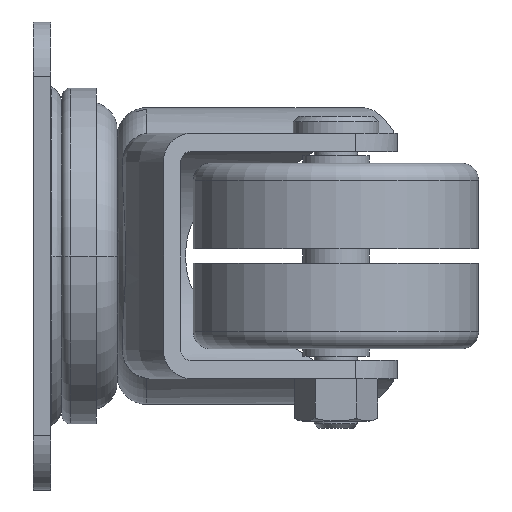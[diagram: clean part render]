
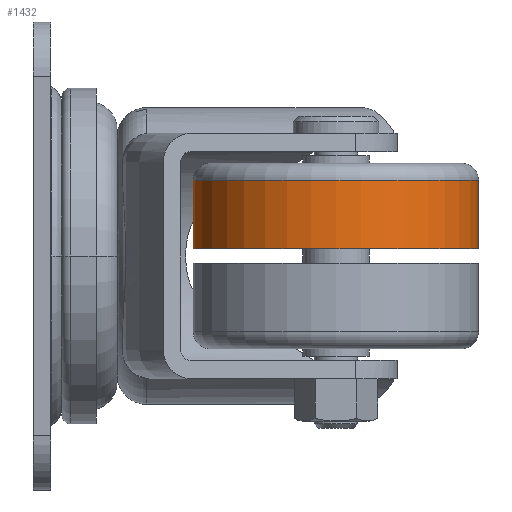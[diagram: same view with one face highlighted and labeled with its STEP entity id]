
A CAD part, left-side view. The second image highlights one B-rep face of the part: STEP entity #1432.
In plain terms, the highlighted cylindrical face has radius 25 mm (diameter 50 mm), a partial arc.
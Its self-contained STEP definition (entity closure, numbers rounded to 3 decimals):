
#3 = EDGE_CURVE ( 'NONE', #2721, #2703, #2812, .T. ) ;
#18 = EDGE_CURVE ( 'NONE', #2696, #2694, #3062, .T. ) ;
#128 = EDGE_CURVE ( 'NONE', #2703, #2694, #3568, .T. ) ;
#132 = EDGE_CURVE ( 'NONE', #2721, #2696, #3580, .T. ) ;
#269 = CARTESIAN_POINT ( 'NONE',  ( -18., -53.2, 1.25 ) ) ;
#270 = DIRECTION ( 'NONE',  ( 0., 0., 1. ) ) ;
#271 = DIRECTION ( 'NONE',  ( 0., -1., 0. ) ) ;
#311 = CARTESIAN_POINT ( 'NONE',  ( -18., -53.2, 13.25 ) ) ;
#315 = DIRECTION ( 'NONE',  ( 0., 0., 1. ) ) ;
#316 = DIRECTION ( 'NONE',  ( 0., -1., 0. ) ) ;
#1432 = ADVANCED_FACE ( 'NONE', ( #3027 ), #2958, .T. ) ;
#1820 = CARTESIAN_POINT ( 'NONE',  ( -18., -78.2, 13.25 ) ) ;
#1822 = CARTESIAN_POINT ( 'NONE',  ( -18., -28.2, 13.25 ) ) ;
#1829 = CARTESIAN_POINT ( 'NONE',  ( -18., -78.2, 1.25 ) ) ;
#1847 = CARTESIAN_POINT ( 'NONE',  ( -18., -28.2, 1.25 ) ) ;
#2347 = ORIENTED_EDGE ( 'NONE', *, *, #128, .T. ) ;
#2349 = ORIENTED_EDGE ( 'NONE', *, *, #132, .F. ) ;
#2350 = ORIENTED_EDGE ( 'NONE', *, *, #3, .T. ) ;
#2352 = ORIENTED_EDGE ( 'NONE', *, *, #18, .F. ) ;
#2694 = VERTEX_POINT ( 'NONE', #1820 ) ;
#2696 = VERTEX_POINT ( 'NONE', #1822 ) ;
#2703 = VERTEX_POINT ( 'NONE', #1829 ) ;
#2721 = VERTEX_POINT ( 'NONE', #1847 ) ;
#2812 = CIRCLE ( 'NONE', #4175, 25. ) ;
#2929 = AXIS2_PLACEMENT_3D ( 'NONE', #3713, #3714, #3715 ) ;
#2958 = CYLINDRICAL_SURFACE ( 'NONE', #2929, 25. ) ;
#3004 = VECTOR ( 'NONE', #3570, 1000. ) ;
#3014 = VECTOR ( 'NONE', #3582, 1000. ) ;
#3027 = FACE_OUTER_BOUND ( 'NONE', #4263, .T. ) ;
#3062 = CIRCLE ( 'NONE', #4127, 25. ) ;
#3568 = LINE ( 'NONE', #3569, #3004 ) ;
#3569 = CARTESIAN_POINT ( 'NONE',  ( -18., -78.2, 18.3 ) ) ;
#3570 = DIRECTION ( 'NONE',  ( 0., 0., 1. ) ) ;
#3580 = LINE ( 'NONE', #3581, #3014 ) ;
#3581 = CARTESIAN_POINT ( 'NONE',  ( -18., -28.2, 18.3 ) ) ;
#3582 = DIRECTION ( 'NONE',  ( 0., 0., 1. ) ) ;
#3713 = CARTESIAN_POINT ( 'NONE',  ( -18., -53.2, 18.3 ) ) ;
#3714 = DIRECTION ( 'NONE',  ( 0., 0., 1. ) ) ;
#3715 = DIRECTION ( 'NONE',  ( 0., -1., 0. ) ) ;
#4127 = AXIS2_PLACEMENT_3D ( 'NONE', #311, #315, #316 ) ;
#4175 = AXIS2_PLACEMENT_3D ( 'NONE', #269, #270, #271 ) ;
#4263 = EDGE_LOOP ( 'NONE', ( #2349, #2350, #2347, #2352 ) ) ;
